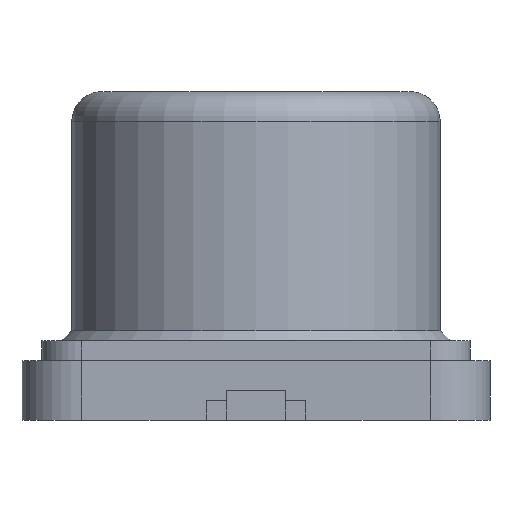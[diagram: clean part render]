
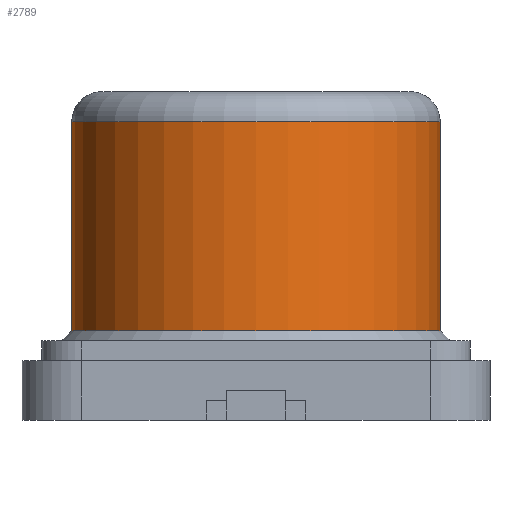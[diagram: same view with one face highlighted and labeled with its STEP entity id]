
A CAD part, left-side view. The second image highlights one B-rep face of the part: STEP entity #2789.
In plain terms, the highlighted cylindrical face has radius 1.85 mm (diameter 3.7 mm), a partial arc.
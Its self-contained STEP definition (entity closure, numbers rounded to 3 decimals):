
#18=CYLINDRICAL_SURFACE('',#2945,1.85);
#37=CIRCLE('',#2936,1.85);
#42=CIRCLE('',#2946,1.85);
#188=FACE_OUTER_BOUND('',#340,.T.);
#340=EDGE_LOOP('',(#2323,#2324,#2325,#2326));
#680=LINE('',#4341,#1028);
#683=LINE('',#4347,#1031);
#1028=VECTOR('',#3561,2.1);
#1031=VECTOR('',#3566,2.1);
#1278=VERTEX_POINT('',#4324);
#1279=VERTEX_POINT('',#4326);
#1282=VERTEX_POINT('',#4340);
#1284=VERTEX_POINT('',#4346);
#1629=EDGE_CURVE('',#1278,#1279,#37,.T.);
#1636=EDGE_CURVE('',#1282,#1279,#680,.T.);
#1639=EDGE_CURVE('',#1284,#1278,#683,.T.);
#1640=EDGE_CURVE('',#1282,#1284,#42,.T.);
#2323=ORIENTED_EDGE('',*,*,#1629,.F.);
#2324=ORIENTED_EDGE('',*,*,#1639,.F.);
#2325=ORIENTED_EDGE('',*,*,#1640,.F.);
#2326=ORIENTED_EDGE('',*,*,#1636,.T.);
#2789=ADVANCED_FACE('',(#188),#18,.T.);
#2936=AXIS2_PLACEMENT_3D('',#4327,#3541,#3542);
#2945=AXIS2_PLACEMENT_3D('',#4345,#3564,#3565);
#2946=AXIS2_PLACEMENT_3D('',#4348,#3567,#3568);
#3541=DIRECTION('center_axis',(0.,0.,1.));
#3542=DIRECTION('ref_axis',(-1.,0.,0.));
#3561=DIRECTION('',(0.,0.,1.));
#3564=DIRECTION('center_axis',(0.,0.,1.));
#3565=DIRECTION('ref_axis',(0.,-1.,0.));
#3566=DIRECTION('',(0.,0.,1.));
#3567=DIRECTION('center_axis',(0.,0.,-1.));
#3568=DIRECTION('ref_axis',(0.,-1.,0.));
#4324=CARTESIAN_POINT('',(-3.3,1.85,3.));
#4326=CARTESIAN_POINT('',(-3.3,-1.85,3.));
#4327=CARTESIAN_POINT('Origin',(-3.3,0.,3.));
#4340=CARTESIAN_POINT('',(-3.3,-1.85,0.9));
#4341=CARTESIAN_POINT('',(-3.3,-1.85,0.8));
#4345=CARTESIAN_POINT('Origin',(-3.3,0.,0.8));
#4346=CARTESIAN_POINT('',(-3.3,1.85,0.9));
#4347=CARTESIAN_POINT('',(-3.3,1.85,0.8));
#4348=CARTESIAN_POINT('Origin',(-3.3,0.,0.9));
